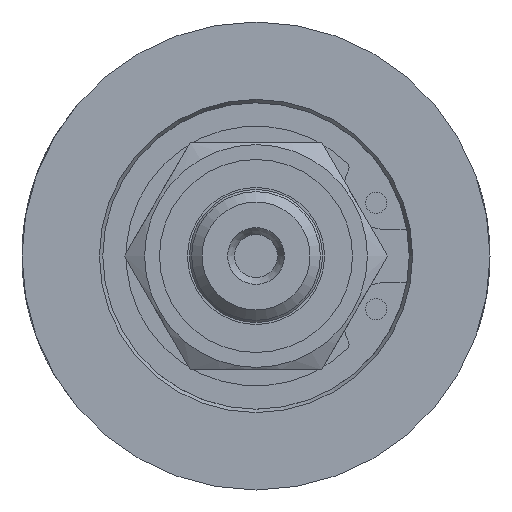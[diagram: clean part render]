
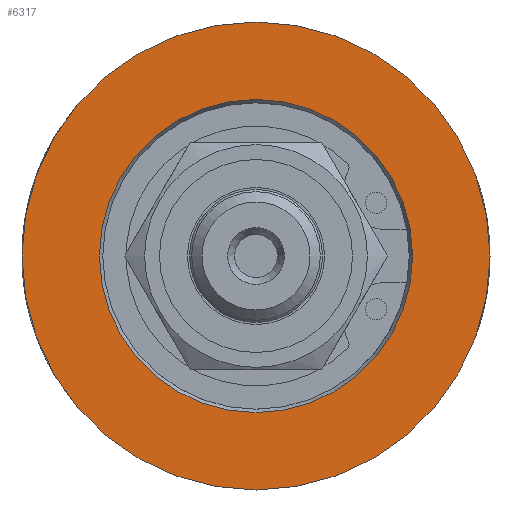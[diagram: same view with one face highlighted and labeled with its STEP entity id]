
A CAD part, left-side view. The second image highlights one B-rep face of the part: STEP entity #6317.
In plain terms, the highlighted planar face has unit normal (-1, 0, 0).
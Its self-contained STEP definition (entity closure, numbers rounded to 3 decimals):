
#82=FACE_BOUND('',#2176,.T.);
#1779=FACE_OUTER_BOUND('',#2175,.T.);
#2175=EDGE_LOOP('',(#5698,#5699));
#2176=EDGE_LOOP('',(#5700,#5701));
#2373=CIRCLE('',#6675,17.335);
#2374=CIRCLE('',#6676,17.335);
#2411=CIRCLE('',#6746,11.6);
#2412=CIRCLE('',#6747,11.6);
#2986=VERTEX_POINT('',#52877);
#2987=VERTEX_POINT('',#52879);
#3028=VERTEX_POINT('',#53047);
#3029=VERTEX_POINT('',#53049);
#3873=EDGE_CURVE('',#2986,#2987,#2373,.T.);
#3874=EDGE_CURVE('',#2987,#2986,#2374,.T.);
#3932=EDGE_CURVE('',#3029,#3028,#2411,.T.);
#3933=EDGE_CURVE('',#3028,#3029,#2412,.T.);
#5698=ORIENTED_EDGE('',*,*,#3874,.F.);
#5699=ORIENTED_EDGE('',*,*,#3873,.F.);
#5700=ORIENTED_EDGE('',*,*,#3932,.T.);
#5701=ORIENTED_EDGE('',*,*,#3933,.T.);
#5984=PLANE('',#6749);
#6317=ADVANCED_FACE('',(#1779,#82),#5984,.T.);
#6675=AXIS2_PLACEMENT_3D('',#52880,#7738,#7739);
#6676=AXIS2_PLACEMENT_3D('',#52881,#7740,#7741);
#6746=AXIS2_PLACEMENT_3D('',#53050,#7899,#7900);
#6747=AXIS2_PLACEMENT_3D('',#53051,#7901,#7902);
#6749=AXIS2_PLACEMENT_3D('',#53053,#7905,#7906);
#7738=DIRECTION('center_axis',(1.,0.,0.));
#7739=DIRECTION('ref_axis',(0.,1.,0.));
#7740=DIRECTION('center_axis',(1.,0.,0.));
#7741=DIRECTION('ref_axis',(0.,1.,0.));
#7899=DIRECTION('center_axis',(1.,0.,0.));
#7900=DIRECTION('ref_axis',(0.,1.,0.));
#7901=DIRECTION('center_axis',(1.,0.,0.));
#7902=DIRECTION('ref_axis',(0.,1.,0.));
#7905=DIRECTION('center_axis',(-1.,0.,0.));
#7906=DIRECTION('ref_axis',(0.,0.,1.));
#52877=CARTESIAN_POINT('',(69.088,-17.335,0.));
#52879=CARTESIAN_POINT('',(69.088,17.335,0.));
#52880=CARTESIAN_POINT('Origin',(69.088,0.,0.));
#52881=CARTESIAN_POINT('Origin',(69.088,0.,0.));
#53047=CARTESIAN_POINT('',(69.088,-11.6,0.));
#53049=CARTESIAN_POINT('',(69.088,11.6,0.));
#53050=CARTESIAN_POINT('Origin',(69.088,0.,0.));
#53051=CARTESIAN_POINT('Origin',(69.088,0.,0.));
#53053=CARTESIAN_POINT('Origin',(69.088,8.668,0.));
